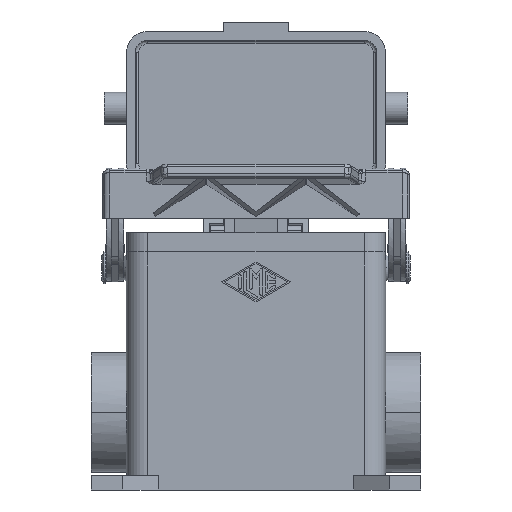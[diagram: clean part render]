
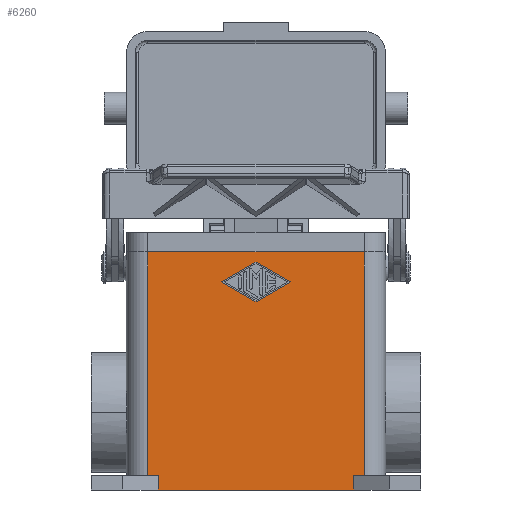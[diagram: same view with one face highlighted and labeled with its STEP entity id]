
A CAD part, front view. The second image highlights one B-rep face of the part: STEP entity #6260.
In plain terms, the highlighted planar face has unit normal (0, -1, 0).
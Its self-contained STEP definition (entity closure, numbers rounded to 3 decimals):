
#5418=CARTESIAN_POINT('',(-9.75,-21.75,15.));
#5419=VERTEX_POINT('',#5418);
#5426=CARTESIAN_POINT('',(0.,-21.75,9.375));
#5427=VERTEX_POINT('',#5426);
#5428=CARTESIAN_POINT('',(0.,-21.75,9.375));
#5429=DIRECTION('',(-0.866,0.0,0.5));
#5430=VECTOR('',#5429,11.256);
#5431=LINE('',#5428,#5430);
#5432=EDGE_CURVE('',#5427,#5419,#5431,.T.);
#5457=CARTESIAN_POINT('',(9.75,-21.75,15.));
#5458=VERTEX_POINT('',#5457);
#5459=CARTESIAN_POINT('',(9.75,-21.75,15.));
#5460=DIRECTION('',(-0.866,0.0,-0.5));
#5461=VECTOR('',#5460,11.256);
#5462=LINE('',#5459,#5461);
#5463=EDGE_CURVE('',#5458,#5427,#5462,.T.);
#5488=CARTESIAN_POINT('',(0.,-21.75,20.625));
#5489=VERTEX_POINT('',#5488);
#5490=CARTESIAN_POINT('',(0.,-21.75,20.625));
#5491=DIRECTION('',(0.866,0.0,-0.5));
#5492=VECTOR('',#5491,11.256);
#5493=LINE('',#5490,#5492);
#5494=EDGE_CURVE('',#5489,#5458,#5493,.T.);
#5517=CARTESIAN_POINT('',(-9.75,-21.75,15.));
#5518=DIRECTION('',(0.866,0.0,0.5));
#5519=VECTOR('',#5518,11.256);
#5520=LINE('',#5517,#5519);
#5521=EDGE_CURVE('',#5419,#5489,#5520,.T.);
#6183=CARTESIAN_POINT('',(27.75,-21.75,-44.0));
#6184=DIRECTION('',(0.0,-1.0,0.0));
#6185=DIRECTION('',(0.0,0.0,-1.0));
#6186=AXIS2_PLACEMENT_3D('',#6183,#6184,#6185);
#6187=PLANE('',#6186);
#6188=CARTESIAN_POINT('',(-27.75,-21.75,-44.0));
#6189=VERTEX_POINT('',#6188);
#6190=CARTESIAN_POINT('',(-27.75,-21.75,-40.0));
#6191=VERTEX_POINT('',#6190);
#6192=CARTESIAN_POINT('',(-27.75,-21.75,-44.0));
#6193=DIRECTION('',(0.0,0.0,1.0));
#6194=VECTOR('',#6193,4.0);
#6195=LINE('',#6192,#6194);
#6196=EDGE_CURVE('',#6189,#6191,#6195,.T.);
#6197=ORIENTED_EDGE('',*,*,#6196,.F.);
#6198=CARTESIAN_POINT('',(27.75,-21.75,-44.0));
#6199=VERTEX_POINT('',#6198);
#6200=CARTESIAN_POINT('',(27.75,-21.75,-44.0));
#6201=DIRECTION('',(-1.0,0.0,0.0));
#6202=VECTOR('',#6201,55.5);
#6203=LINE('',#6200,#6202);
#6204=EDGE_CURVE('',#6199,#6189,#6203,.T.);
#6205=ORIENTED_EDGE('',*,*,#6204,.F.);
#6206=CARTESIAN_POINT('',(27.75,-21.75,-40.0));
#6207=VERTEX_POINT('',#6206);
#6208=CARTESIAN_POINT('',(27.75,-21.75,-44.0));
#6209=DIRECTION('',(0.0,0.0,1.0));
#6210=VECTOR('',#6209,4.0);
#6211=LINE('',#6208,#6210);
#6212=EDGE_CURVE('',#6199,#6207,#6211,.T.);
#6213=ORIENTED_EDGE('',*,*,#6212,.T.);
#6214=CARTESIAN_POINT('',(30.75,-21.75,-40.0));
#6215=VERTEX_POINT('',#6214);
#6216=CARTESIAN_POINT('',(30.75,-21.75,-40.0));
#6217=DIRECTION('',(-1.0,0.0,0.0));
#6218=VECTOR('',#6217,3.);
#6219=LINE('',#6216,#6218);
#6220=EDGE_CURVE('',#6215,#6207,#6219,.T.);
#6221=ORIENTED_EDGE('',*,*,#6220,.F.);
#6222=CARTESIAN_POINT('',(30.75,-21.75,23.5));
#6223=VERTEX_POINT('',#6222);
#6224=CARTESIAN_POINT('',(30.75,-21.75,-40.0));
#6225=DIRECTION('',(0.0,0.0,1.0));
#6226=VECTOR('',#6225,63.5);
#6227=LINE('',#6224,#6226);
#6228=EDGE_CURVE('',#6215,#6223,#6227,.T.);
#6229=ORIENTED_EDGE('',*,*,#6228,.T.);
#6230=CARTESIAN_POINT('',(-30.75,-21.75,23.5));
#6231=VERTEX_POINT('',#6230);
#6232=CARTESIAN_POINT('',(30.75,-21.75,23.5));
#6233=DIRECTION('',(-1.0,0.0,0.0));
#6234=VECTOR('',#6233,61.5);
#6235=LINE('',#6232,#6234);
#6236=EDGE_CURVE('',#6223,#6231,#6235,.T.);
#6237=ORIENTED_EDGE('',*,*,#6236,.T.);
#6238=CARTESIAN_POINT('',(-30.75,-21.75,-40.0));
#6239=VERTEX_POINT('',#6238);
#6240=CARTESIAN_POINT('',(-30.75,-21.75,-40.0));
#6241=DIRECTION('',(0.0,0.0,1.0));
#6242=VECTOR('',#6241,63.5);
#6243=LINE('',#6240,#6242);
#6244=EDGE_CURVE('',#6239,#6231,#6243,.T.);
#6245=ORIENTED_EDGE('',*,*,#6244,.F.);
#6246=CARTESIAN_POINT('',(-27.75,-21.75,-40.0));
#6247=DIRECTION('',(-1.0,0.0,0.0));
#6248=VECTOR('',#6247,3.);
#6249=LINE('',#6246,#6248);
#6250=EDGE_CURVE('',#6191,#6239,#6249,.T.);
#6251=ORIENTED_EDGE('',*,*,#6250,.F.);
#6252=EDGE_LOOP('',(#6197,#6205,#6213,#6221,#6229,#6237,#6245,#6251));
#6253=FACE_OUTER_BOUND('',#6252,.T.);
#6254=ORIENTED_EDGE('',*,*,#5432,.T.);
#6255=ORIENTED_EDGE('',*,*,#5521,.T.);
#6256=ORIENTED_EDGE('',*,*,#5494,.T.);
#6257=ORIENTED_EDGE('',*,*,#5463,.T.);
#6258=EDGE_LOOP('',(#6254,#6255,#6256,#6257));
#6259=FACE_BOUND('',#6258,.T.);
#6260=ADVANCED_FACE('',(#6253,#6259),#6187,.T.);
